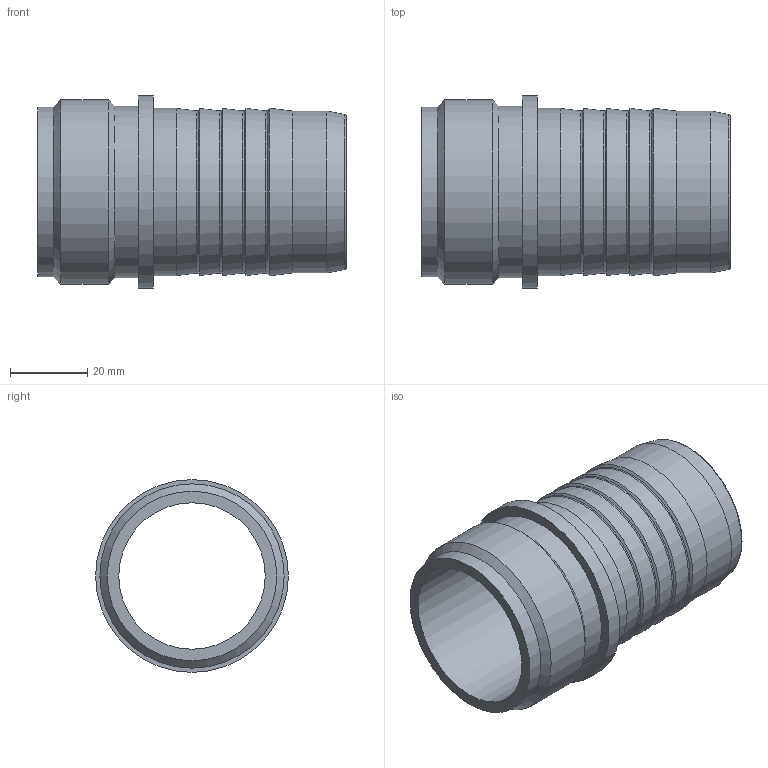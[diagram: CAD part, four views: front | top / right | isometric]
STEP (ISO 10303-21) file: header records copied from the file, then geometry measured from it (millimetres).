
FILE_DESCRIPTION(/* description */ ('EINSCHRAUBTÜLLE G 1.1/2"'),/* implementation_level */ '2;1');
FILE_NAME(/* name */ 'mstp-42t.stp',/* time_stamp */ '2020-04-21T08:52:40+02:00',/* author */ ('schnellinger'),/* organization */ (''),/* preprocessor_version */ 'ST-DEVELOPER v17',/* originating_system */ 'Autodesk Inventor 2018',/* authorisation */ '31670,38 mm^3');
FILE_SCHEMA (('AUTOMOTIVE_DESIGN { 1 0 10303 214 3 1 1 }'));
Length unit declared in the file: millimetre
Products named in the file (1): MSTP-42T-F
Bounding box: 80 x 50 x 50 mm (x, y, z)
Volume: 31670.4 mm3; surface area: 22422.4 mm2
Topology: 1 solids, 1 shells, 28 faces, 88 edges, 64 vertices
Faces by surface type: cone 12, cylinder 7, torus 5, plane 4
Full cylindrical faces by diameter (mm): 38 x1, 42 x1, 43.358 x1, 44 x1, 44.5 x1, 47.803 x1, 50 x1
Entity records: 1127 total; most frequent: DIRECTION 215, CARTESIAN_POINT 181, ORIENTED_EDGE 176, AXIS2_PLACEMENT_3D 98, EDGE_CURVE 88, CIRCLE 69, VERTEX_POINT 64, EDGE_LOOP 32
